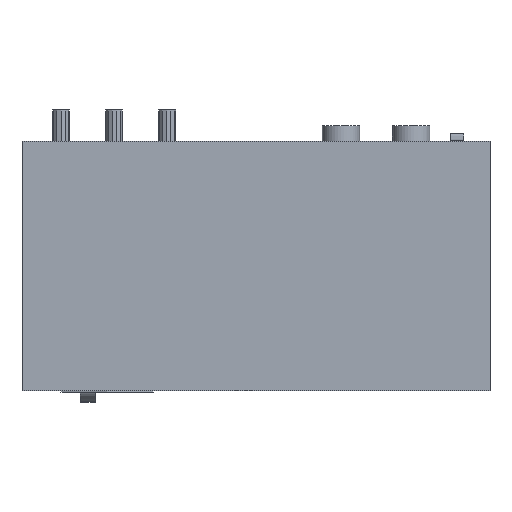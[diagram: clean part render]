
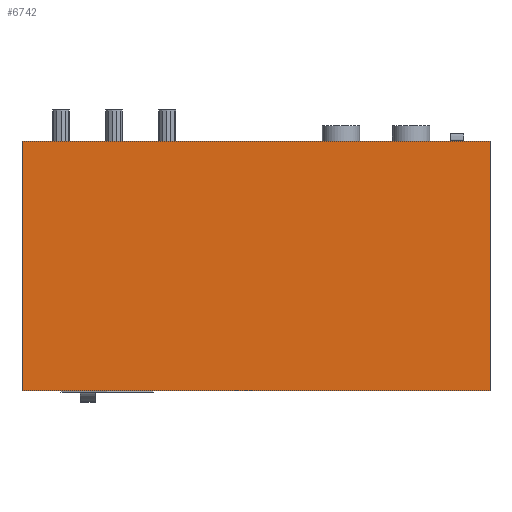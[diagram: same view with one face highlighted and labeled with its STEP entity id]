
A CAD part, front view. The second image highlights one B-rep face of the part: STEP entity #6742.
In plain terms, the highlighted planar face has unit normal (0, -1, 0).
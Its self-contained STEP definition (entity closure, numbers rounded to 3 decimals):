
#652=FACE_OUTER_BOUND('',#1058,.T.);
#1058=EDGE_LOOP('',(#4587,#4588,#4589,#4590));
#1534=LINE('',#10043,#2259);
#1538=LINE('',#10051,#2263);
#1541=LINE('',#10057,#2266);
#1544=LINE('',#10062,#2269);
#2259=VECTOR('',#7991,10.);
#2263=VECTOR('',#7997,10.);
#2266=VECTOR('',#8002,10.);
#2269=VECTOR('',#8007,10.);
#2980=VERTEX_POINT('',#10041);
#2981=VERTEX_POINT('',#10042);
#2984=VERTEX_POINT('',#10050);
#2986=VERTEX_POINT('',#10056);
#3606=EDGE_CURVE('',#2980,#2981,#1534,.T.);
#3610=EDGE_CURVE('',#2984,#2980,#1538,.T.);
#3613=EDGE_CURVE('',#2986,#2984,#1541,.T.);
#3616=EDGE_CURVE('',#2981,#2986,#1544,.T.);
#4587=ORIENTED_EDGE('',*,*,#3616,.F.);
#4588=ORIENTED_EDGE('',*,*,#3606,.F.);
#4589=ORIENTED_EDGE('',*,*,#3610,.F.);
#4590=ORIENTED_EDGE('',*,*,#3613,.F.);
#6452=PLANE('',#7308);
#6742=ADVANCED_FACE('',(#652),#6452,.F.);
#7308=AXIS2_PLACEMENT_3D('',#10065,#8011,#8012);
#7991=DIRECTION('',(1.,0.,0.));
#7997=DIRECTION('',(0.,0.,1.));
#8002=DIRECTION('',(-1.,0.,0.));
#8007=DIRECTION('',(0.,0.,-1.));
#8011=DIRECTION('center_axis',(0.,1.,0.));
#8012=DIRECTION('ref_axis',(1.,0.,0.));
#10041=CARTESIAN_POINT('',(-150.,0.,80.));
#10042=CARTESIAN_POINT('',(150.,0.,80.));
#10043=CARTESIAN_POINT('',(-150.,0.,80.));
#10050=CARTESIAN_POINT('',(-150.,0.,-80.));
#10051=CARTESIAN_POINT('',(-150.,0.,-80.));
#10056=CARTESIAN_POINT('',(150.,0.,-80.));
#10057=CARTESIAN_POINT('',(150.,0.,-80.));
#10062=CARTESIAN_POINT('',(150.,0.,80.));
#10065=CARTESIAN_POINT('Origin',(0.,0.,0.));
